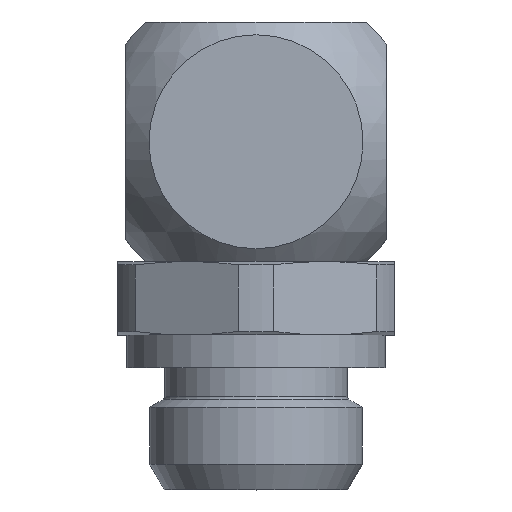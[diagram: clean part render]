
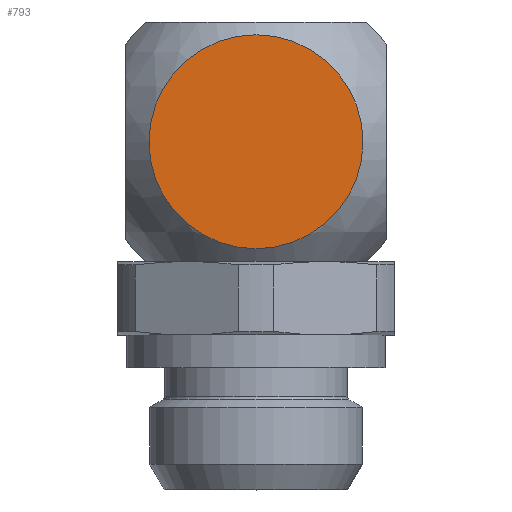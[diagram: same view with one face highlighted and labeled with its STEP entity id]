
A CAD part, top view. The second image highlights one B-rep face of the part: STEP entity #793.
In plain terms, the highlighted planar face has unit normal (0, 0, 1).
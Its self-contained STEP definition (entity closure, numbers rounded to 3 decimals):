
#23=PLANE('',#902);
#192=FACE_OUTER_BOUND('',#271,.T.);
#271=EDGE_LOOP('',(#647));
#344=CIRCLE('',#889,6.567);
#411=VERTEX_POINT('',#1333);
#490=EDGE_CURVE('',#411,#411,#344,.T.);
#647=ORIENTED_EDGE('',*,*,#490,.F.);
#793=ADVANCED_FACE('',(#192),#23,.F.);
#889=AXIS2_PLACEMENT_3D('',#1334,#1084,#1085);
#902=AXIS2_PLACEMENT_3D('',#1357,#1114,#1115);
#1084=DIRECTION('center_axis',(0.,0.,-1.));
#1085=DIRECTION('ref_axis',(0.,-1.,0.));
#1114=DIRECTION('center_axis',(0.,0.,-1.));
#1115=DIRECTION('ref_axis',(-1.,0.,0.));
#1333=CARTESIAN_POINT('',(0.,-6.567,0.));
#1334=CARTESIAN_POINT('Origin',(0.,0.,
0.));
#1357=CARTESIAN_POINT('Origin',(0.,0.,0.));
